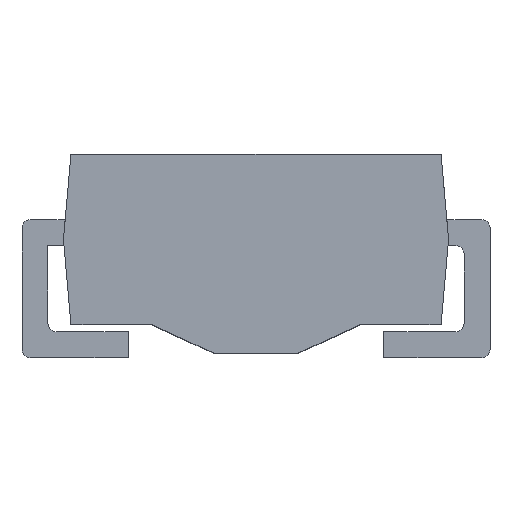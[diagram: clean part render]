
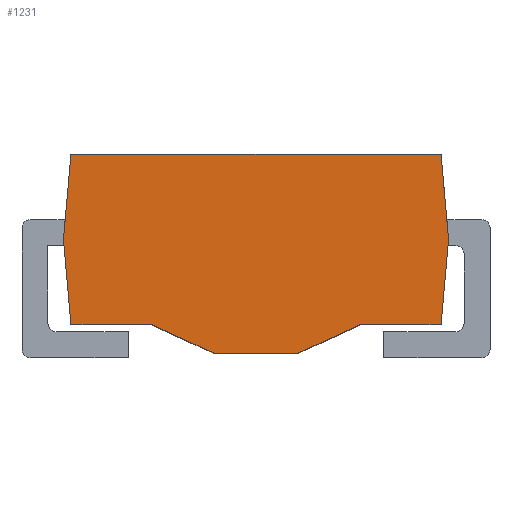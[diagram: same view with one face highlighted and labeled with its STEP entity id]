
A CAD part, top view. The second image highlights one B-rep face of the part: STEP entity #1231.
In plain terms, the highlighted planar face has unit normal (0, 0, 1).
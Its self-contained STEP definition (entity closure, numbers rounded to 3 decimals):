
#411=DIRECTION('',(-0.087,-0.996,0.));
#412=VECTOR('',#411,1.022);
#413=CARTESIAN_POINT('',(-2.211,1.12,1.46));
#414=LINE('',#413,#412);
#415=DIRECTION('',(-1.,0.,0.));
#416=VECTOR('',#415,4.422);
#417=CARTESIAN_POINT('',(2.211,1.12,1.46));
#418=LINE('',#417,#416);
#419=DIRECTION('',(-0.087,0.996,0.));
#420=VECTOR('',#419,1.022);
#421=CARTESIAN_POINT('',(2.3,0.103,1.46));
#422=LINE('',#421,#420);
#423=DIRECTION('',(0.087,0.996,0.));
#424=VECTOR('',#423,1.022);
#425=CARTESIAN_POINT('',(2.211,-0.915,1.46));
#426=LINE('',#425,#424);
#427=DIRECTION('',(1.,0.,0.));
#428=VECTOR('',#427,0.965);
#429=CARTESIAN_POINT('',(1.246,-0.915,1.46));
#430=LINE('',#429,#428);
#431=DIRECTION('',(0.908,0.419,0.));
#432=VECTOR('',#431,0.822);
#433=CARTESIAN_POINT('',(0.5,-1.26,1.46));
#434=LINE('',#433,#432);
#435=DIRECTION('',(0.908,0.419,0.));
#436=VECTOR('',#435,0.002);
#437=CARTESIAN_POINT('',(0.498,-1.261,1.46));
#438=LINE('',#437,#436);
#439=DIRECTION('',(1.,0.,0.));
#440=VECTOR('',#439,0.996);
#441=CARTESIAN_POINT('',(-0.498,-1.261,1.46));
#442=LINE('',#441,#440);
#443=DIRECTION('',(0.908,-0.419,0.));
#444=VECTOR('',#443,0.002);
#445=CARTESIAN_POINT('',(-0.5,-1.26,1.46));
#446=LINE('',#445,#444);
#447=DIRECTION('',(0.908,-0.419,0.));
#448=VECTOR('',#447,0.822);
#449=CARTESIAN_POINT('',(-1.246,-0.915,1.46));
#450=LINE('',#449,#448);
#451=DIRECTION('',(1.,0.,0.));
#452=VECTOR('',#451,0.965);
#453=CARTESIAN_POINT('',(-2.211,-0.915,1.46));
#454=LINE('',#453,#452);
#455=DIRECTION('',(0.087,-0.996,0.));
#456=VECTOR('',#455,1.022);
#457=CARTESIAN_POINT('',(-2.3,0.103,1.46));
#458=LINE('',#457,#456);
#499=CARTESIAN_POINT('',(-2.211,-0.915,1.46));
#500=CARTESIAN_POINT('',(-1.246,-0.915,1.46));
#501=VERTEX_POINT('',#499);
#502=VERTEX_POINT('',#500);
#503=CARTESIAN_POINT('',(1.246,-0.915,1.46));
#504=CARTESIAN_POINT('',(2.211,-0.915,1.46));
#505=VERTEX_POINT('',#503);
#506=VERTEX_POINT('',#504);
#507=CARTESIAN_POINT('',(2.211,1.12,1.46));
#508=CARTESIAN_POINT('',(-2.211,1.12,1.46));
#509=VERTEX_POINT('',#507);
#510=VERTEX_POINT('',#508);
#611=CARTESIAN_POINT('',(-2.3,0.103,1.46));
#612=VERTEX_POINT('',#611);
#613=CARTESIAN_POINT('',(2.3,0.103,1.46));
#614=VERTEX_POINT('',#613);
#631=CARTESIAN_POINT('',(-0.5,-1.26,1.46));
#632=VERTEX_POINT('',#631);
#633=CARTESIAN_POINT('',(0.5,-1.26,1.46));
#634=VERTEX_POINT('',#633);
#639=CARTESIAN_POINT('',(-0.498,-1.261,1.46));
#640=VERTEX_POINT('',#639);
#641=CARTESIAN_POINT('',(0.498,-1.261,1.46));
#642=VERTEX_POINT('',#641);
#1205=CARTESIAN_POINT('',(0.,0.,1.46));
#1206=DIRECTION('',(0.,0.,1.));
#1207=DIRECTION('',(1.,0.,0.));
#1208=AXIS2_PLACEMENT_3D('',#1205,#1206,#1207);
#1209=PLANE('',#1208);
#1210=ORIENTED_EDGE('',*,*,#687,.F.);
#1211=ORIENTED_EDGE('',*,*,#1197,.F.);
#1212=ORIENTED_EDGE('',*,*,#1157,.F.);
#1213=ORIENTED_EDGE('',*,*,#1131,.F.);
#1215=ORIENTED_EDGE('',*,*,#1214,.F.);
#1217=ORIENTED_EDGE('',*,*,#1216,.F.);
#1219=ORIENTED_EDGE('',*,*,#1218,.F.);
#1221=ORIENTED_EDGE('',*,*,#1220,.F.);
#1223=ORIENTED_EDGE('',*,*,#1222,.F.);
#1225=ORIENTED_EDGE('',*,*,#1224,.F.);
#1227=ORIENTED_EDGE('',*,*,#1226,.F.);
#1228=ORIENTED_EDGE('',*,*,#878,.F.);
#1229=EDGE_LOOP('',(#1210,#1211,#1212,#1213,#1215,#1217,#1219,#1221,#1223,#1225,
#1227,#1228));
#1230=FACE_OUTER_BOUND('',#1229,.F.);
#687=EDGE_CURVE('',#510,#612,#414,.T.);
#878=EDGE_CURVE('',#612,#501,#458,.T.);
#1131=EDGE_CURVE('',#506,#614,#426,.T.);
#1157=EDGE_CURVE('',#614,#509,#422,.T.);
#1197=EDGE_CURVE('',#509,#510,#418,.T.);
#1214=EDGE_CURVE('',#505,#506,#430,.T.);
#1216=EDGE_CURVE('',#634,#505,#434,.T.);
#1218=EDGE_CURVE('',#642,#634,#438,.T.);
#1220=EDGE_CURVE('',#640,#642,#442,.T.);
#1222=EDGE_CURVE('',#632,#640,#446,.T.);
#1224=EDGE_CURVE('',#502,#632,#450,.T.);
#1226=EDGE_CURVE('',#501,#502,#454,.T.);
#1231=ADVANCED_FACE('',(#1230),#1209,.T.);
